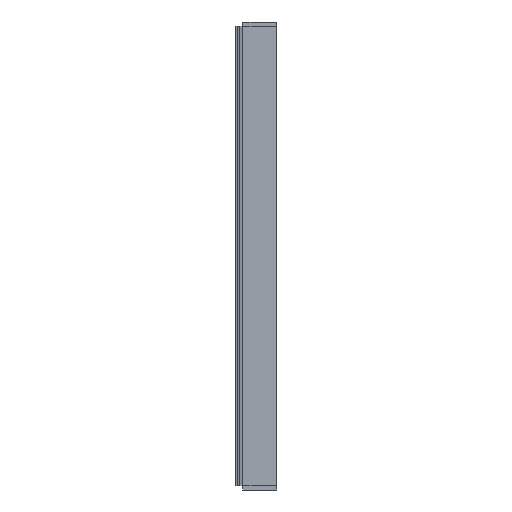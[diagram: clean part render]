
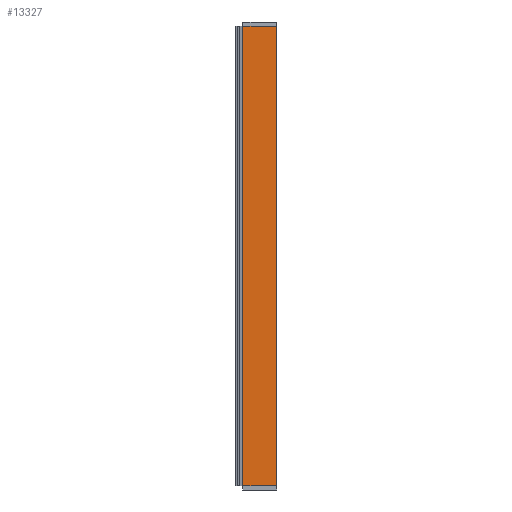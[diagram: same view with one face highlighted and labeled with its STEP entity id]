
A CAD part, left-side view. The second image highlights one B-rep face of the part: STEP entity #13327.
In plain terms, the highlighted planar face has unit normal (-1, 0, 0).
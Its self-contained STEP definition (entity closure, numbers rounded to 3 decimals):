
#300=FACE_OUTER_BOUND('',#1016,.T.);
#1016=EDGE_LOOP('',(#8842,#8843,#8844,#8845));
#1844=LINE('',#18576,#3688);
#1845=LINE('',#18579,#3689);
#1846=LINE('',#18581,#3690);
#1847=LINE('',#18582,#3691);
#3688=VECTOR('',#15025,500.);
#3689=VECTOR('',#15028,36.6);
#3690=VECTOR('',#15029,36.6);
#3691=VECTOR('',#15030,500.);
#5508=VERTEX_POINT('',#18572);
#5509=VERTEX_POINT('',#18574);
#5510=VERTEX_POINT('',#18578);
#5511=VERTEX_POINT('',#18580);
#6848=EDGE_CURVE('',#5508,#5509,#1844,.T.);
#6849=EDGE_CURVE('',#5508,#5510,#1845,.T.);
#6850=EDGE_CURVE('',#5511,#5509,#1846,.T.);
#6851=EDGE_CURVE('',#5510,#5511,#1847,.T.);
#8842=ORIENTED_EDGE('',*,*,#6849,.F.);
#8843=ORIENTED_EDGE('',*,*,#6848,.T.);
#8844=ORIENTED_EDGE('',*,*,#6850,.F.);
#8845=ORIENTED_EDGE('',*,*,#6851,.F.);
#12666=PLANE('',#14055);
#13327=ADVANCED_FACE('',(#300),#12666,.T.);
#14055=AXIS2_PLACEMENT_3D('',#18577,#15026,#15027);
#15025=DIRECTION('',(0.,0.,1.));
#15026=DIRECTION('center_axis',(-1.,0.,0.));
#15027=DIRECTION('ref_axis',(0.,-1.,0.));
#15028=DIRECTION('',(0.,1.,0.));
#15029=DIRECTION('',(0.,-1.,0.));
#15030=DIRECTION('',(0.,0.,1.));
#18572=CARTESIAN_POINT('',(0.,0.2,0.));
#18574=CARTESIAN_POINT('',(0.,0.2,500.));
#18576=CARTESIAN_POINT('',(0.,0.2,0.));
#18577=CARTESIAN_POINT('Origin',(0.,36.8,0.));
#18578=CARTESIAN_POINT('',(0.,36.8,0.));
#18579=CARTESIAN_POINT('',(0.,0.2,0.));
#18580=CARTESIAN_POINT('',(0.,36.8,500.));
#18581=CARTESIAN_POINT('',(0.,0.2,500.));
#18582=CARTESIAN_POINT('',(0.,36.8,0.));
